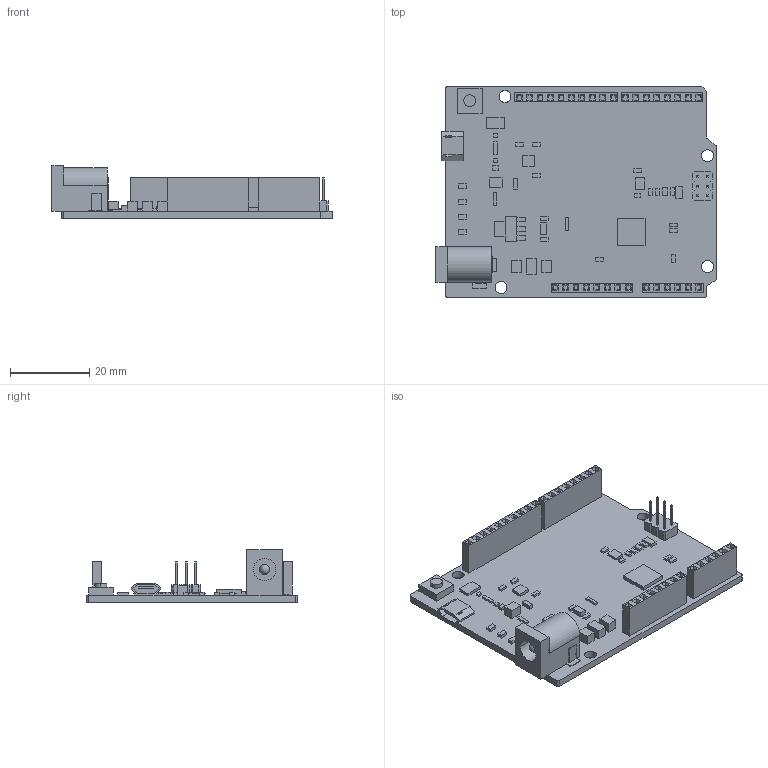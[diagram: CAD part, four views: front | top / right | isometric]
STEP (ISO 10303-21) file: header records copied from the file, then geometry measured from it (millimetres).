
FILE_DESCRIPTION (( 'STEP AP203' ), '1' );
FILE_NAME ('Arduino Leonardo.STEP', '2016-08-31T19:39:08', ( '' ), ( '' ), 'SwSTEP 2.0', 'SolidWorks 2015', '' );
FILE_SCHEMA (( 'CONFIG_CONTROL_DESIGN' ));
Length unit declared in the file: millimetre
Products named in the file (1): Arduino Leonardo
Bounding box: 70.9 x 53.3 x 13.3 mm (x, y, z)
Volume: 9343.6 mm3; surface area: 11773.8 mm2
Topology: 1 solids, 1 shells, 678 faces, 1645 edges, 1050 vertices
Faces by surface type: plane 656, cylinder 21, sphere 1
Entity records: 19342 total; most frequent: CARTESIAN_POINT 3372, ORIENTED_EDGE 3286, DIRECTION 3043, EDGE_CURVE 1643, VECTOR 1601, LINE 1601, VERTEX_POINT 1050, EDGE_LOOP 773
